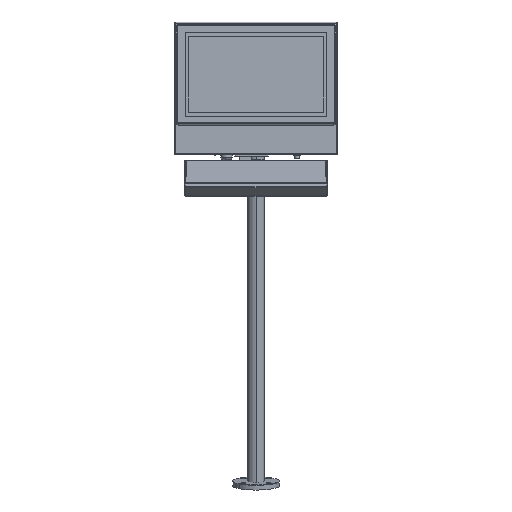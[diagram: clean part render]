
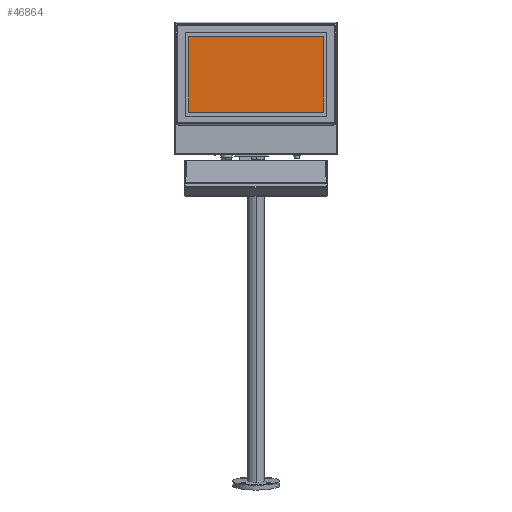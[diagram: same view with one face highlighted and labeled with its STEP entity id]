
A CAD part, top view. The second image highlights one B-rep face of the part: STEP entity #46864.
In plain terms, the highlighted planar face has unit normal (0, 0, 1).
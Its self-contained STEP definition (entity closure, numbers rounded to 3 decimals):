
#46620=CARTESIAN_POINT('',(-238.05,-133.8,2.));
#46621=DIRECTION('',(0.,0.,-1.));
#46622=DIRECTION('',(0.,-1.,0.));
#46623=AXIS2_PLACEMENT_3D('',#46620,#46621,#46622);
#46625=DIRECTION('',(0.,1.,0.));
#46626=VECTOR('',#46625,267.6);
#46627=CARTESIAN_POINT('',(-238.75,-133.8,2.));
#46628=LINE('',#46627,#46626);
#46629=CARTESIAN_POINT('',(-238.05,133.8,2.));
#46630=DIRECTION('',(0.,0.,-1.));
#46631=DIRECTION('',(-1.,0.,0.));
#46632=AXIS2_PLACEMENT_3D('',#46629,#46630,#46631);
#46634=DIRECTION('',(1.,0.,0.));
#46635=VECTOR('',#46634,476.1);
#46636=CARTESIAN_POINT('',(-238.05,134.5,2.));
#46637=LINE('',#46636,#46635);
#46638=CARTESIAN_POINT('',(238.05,133.8,2.));
#46639=DIRECTION('',(0.,0.,-1.));
#46640=DIRECTION('',(0.,1.,0.));
#46641=AXIS2_PLACEMENT_3D('',#46638,#46639,#46640);
#46643=DIRECTION('',(0.,-1.,0.));
#46644=VECTOR('',#46643,267.6);
#46645=CARTESIAN_POINT('',(238.75,133.8,2.));
#46646=LINE('',#46645,#46644);
#46647=CARTESIAN_POINT('',(238.05,-133.8,2.));
#46648=DIRECTION('',(0.,0.,-1.));
#46649=DIRECTION('',(1.,0.,0.));
#46650=AXIS2_PLACEMENT_3D('',#46647,#46648,#46649);
#46652=DIRECTION('',(-1.,0.,0.));
#46653=VECTOR('',#46652,476.1);
#46654=CARTESIAN_POINT('',(238.05,-134.5,2.));
#46655=LINE('',#46654,#46653);
#46676=CARTESIAN_POINT('',(238.05,134.5,2.));
#46677=VERTEX_POINT('',#46676);
#46678=CARTESIAN_POINT('',(-238.05,134.5,2.));
#46679=VERTEX_POINT('',#46678);
#46692=CARTESIAN_POINT('',(-238.75,-133.8,2.));
#46693=VERTEX_POINT('',#46692);
#46694=CARTESIAN_POINT('',(-238.05,-134.5,2.));
#46695=VERTEX_POINT('',#46694);
#46696=CARTESIAN_POINT('',(-238.75,133.8,2.));
#46697=VERTEX_POINT('',#46696);
#46698=CARTESIAN_POINT('',(238.75,133.8,2.));
#46699=VERTEX_POINT('',#46698);
#46700=CARTESIAN_POINT('',(238.75,-133.8,2.));
#46701=VERTEX_POINT('',#46700);
#46702=CARTESIAN_POINT('',(238.05,-134.5,2.));
#46703=VERTEX_POINT('',#46702);
#46845=CARTESIAN_POINT('',(-238.05,-133.8,2.));
#46846=DIRECTION('',(0.,0.,1.));
#46847=DIRECTION('',(1.,0.,0.));
#46848=AXIS2_PLACEMENT_3D('',#46845,#46846,#46847);
#46849=PLANE('',#46848);
#46850=ORIENTED_EDGE('',*,*,#46775,.T.);
#46851=ORIENTED_EDGE('',*,*,#46802,.T.);
#46852=ORIENTED_EDGE('',*,*,#46827,.T.);
#46853=ORIENTED_EDGE('',*,*,#46713,.T.);
#46855=ORIENTED_EDGE('',*,*,#46854,.T.);
#46857=ORIENTED_EDGE('',*,*,#46856,.T.);
#46859=ORIENTED_EDGE('',*,*,#46858,.T.);
#46861=ORIENTED_EDGE('',*,*,#46860,.T.);
#46862=EDGE_LOOP('',(#46850,#46851,#46852,#46853,#46855,#46857,#46859,#46861));
#46863=FACE_OUTER_BOUND('',#46862,.F.);
#46864=ADVANCED_FACE('',(#46863),#46849,.T.);
#46624=CIRCLE('',#46623,0.7);
#46633=CIRCLE('',#46632,0.7);
#46642=CIRCLE('',#46641,0.7);
#46651=CIRCLE('',#46650,0.7);
#46713=EDGE_CURVE('',#46679,#46677,#46637,.T.);
#46775=EDGE_CURVE('',#46695,#46693,#46624,.T.);
#46802=EDGE_CURVE('',#46693,#46697,#46628,.T.);
#46827=EDGE_CURVE('',#46697,#46679,#46633,.T.);
#46854=EDGE_CURVE('',#46677,#46699,#46642,.T.);
#46856=EDGE_CURVE('',#46699,#46701,#46646,.T.);
#46858=EDGE_CURVE('',#46701,#46703,#46651,.T.);
#46860=EDGE_CURVE('',#46703,#46695,#46655,.T.);
